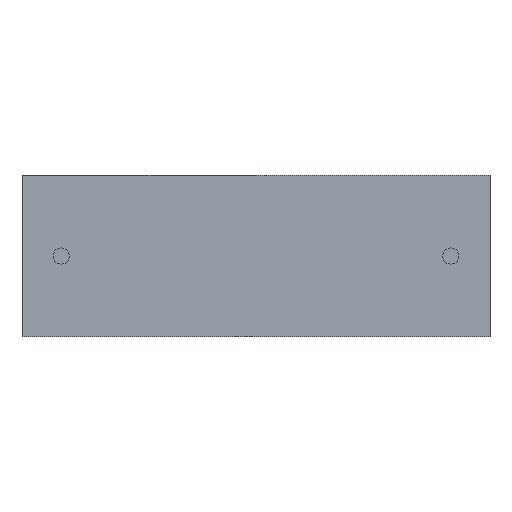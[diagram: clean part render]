
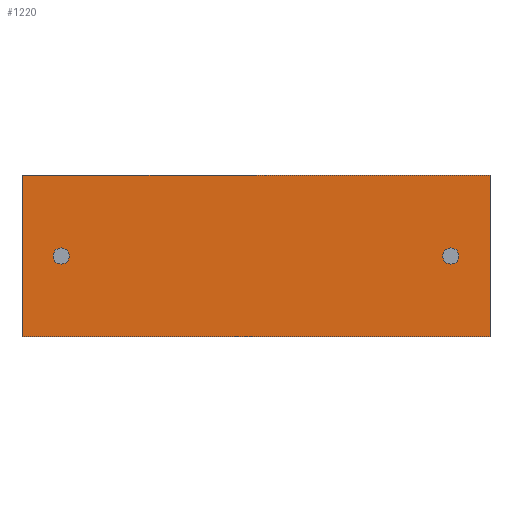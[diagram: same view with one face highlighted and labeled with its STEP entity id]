
A CAD part, front view. The second image highlights one B-rep face of the part: STEP entity #1220.
In plain terms, the highlighted planar face has unit normal (0, -1, 0).
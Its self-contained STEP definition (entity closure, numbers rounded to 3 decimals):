
#32 = DIRECTION ( 'NONE',  ( 1., 0., 0. ) ) ;
#35 = EDGE_CURVE ( 'NONE', #1135, #1340, #1876, .T. ) ;
#38 = ORIENTED_EDGE ( 'NONE', *, *, #1888, .F. ) ;
#46 = EDGE_CURVE ( 'NONE', #982, #1563, #1029, .T. ) ;
#50 = AXIS2_PLACEMENT_3D ( 'NONE', #2295, #1154, #1139 ) ;
#78 = VECTOR ( 'NONE', #32, 1000. ) ;
#80 = DIRECTION ( 'NONE',  ( 0., 0., -1. ) ) ;
#94 = CARTESIAN_POINT ( 'NONE',  ( 30.5, 0., 10.5 ) ) ;
#113 = EDGE_CURVE ( 'NONE', #1340, #1135, #204, .T. ) ;
#144 = VERTEX_POINT ( 'NONE', #1803 ) ;
#204 = CIRCLE ( 'NONE', #1609, 0.525 ) ;
#262 = CARTESIAN_POINT ( 'NONE',  ( 27.95, 0., 5.25 ) ) ;
#265 = DIRECTION ( 'NONE',  ( 0., 0., 1. ) ) ;
#356 = VECTOR ( 'NONE', #850, 1000. ) ;
#398 = ORIENTED_EDGE ( 'NONE', *, *, #35, .T. ) ;
#462 = CARTESIAN_POINT ( 'NONE',  ( 0., 0., 10.5 ) ) ;
#607 = ORIENTED_EDGE ( 'NONE', *, *, #2204, .T. ) ;
#719 = DIRECTION ( 'NONE',  ( 0., 0., -1. ) ) ;
#732 = CARTESIAN_POINT ( 'NONE',  ( 0., 0., 10.5 ) ) ;
#760 = FACE_BOUND ( 'NONE', #1705, .T. ) ;
#833 = DIRECTION ( 'NONE',  ( 0., -1., 0. ) ) ;
#850 = DIRECTION ( 'NONE',  ( 0., 0., -1. ) ) ;
#938 = VERTEX_POINT ( 'NONE', #2372 ) ;
#982 = VERTEX_POINT ( 'NONE', #1427 ) ;
#990 = FACE_BOUND ( 'NONE', #1734, .T. ) ;
#1018 = ORIENTED_EDGE ( 'NONE', *, *, #1523, .T. ) ;
#1029 = LINE ( 'NONE', #94, #356 ) ;
#1035 = CARTESIAN_POINT ( 'NONE',  ( 2.55, 0., 5.25 ) ) ;
#1037 = ORIENTED_EDGE ( 'NONE', *, *, #113, .T. ) ;
#1085 = CARTESIAN_POINT ( 'NONE',  ( 27.95, 0., 5.775 ) ) ;
#1135 = VERTEX_POINT ( 'NONE', #1085 ) ;
#1137 = CARTESIAN_POINT ( 'NONE',  ( 0., 0., 10.5 ) ) ;
#1139 = DIRECTION ( 'NONE',  ( 0., 0., -1. ) ) ;
#1145 = AXIS2_PLACEMENT_3D ( 'NONE', #1610, #833, #2169 ) ;
#1154 = DIRECTION ( 'NONE',  ( 0., 1., 0. ) ) ;
#1167 = EDGE_LOOP ( 'NONE', ( #1018, #1948, #2437, #607 ) ) ;
#1220 = ADVANCED_FACE ( 'NONE', ( #990, #1541, #760 ), #2276, .F. ) ;
#1340 = VERTEX_POINT ( 'NONE', #2417 ) ;
#1378 = VERTEX_POINT ( 'NONE', #1704 ) ;
#1399 = CARTESIAN_POINT ( 'NONE',  ( 30.5, 0., 0. ) ) ;
#1427 = CARTESIAN_POINT ( 'NONE',  ( 30.5, 0., 10.5 ) ) ;
#1523 = EDGE_CURVE ( 'NONE', #1936, #1563, #2140, .T. ) ;
#1541 = FACE_OUTER_BOUND ( 'NONE', #1167, .T. ) ;
#1563 = VERTEX_POINT ( 'NONE', #1399 ) ;
#1593 = AXIS2_PLACEMENT_3D ( 'NONE', #1035, #2401, #265 ) ;
#1609 = AXIS2_PLACEMENT_3D ( 'NONE', #262, #1796, #80 ) ;
#1610 = CARTESIAN_POINT ( 'NONE',  ( 2.55, 0., 5.25 ) ) ;
#1622 = LINE ( 'NONE', #462, #2404 ) ;
#1704 = CARTESIAN_POINT ( 'NONE',  ( 2.55, 0., 4.725 ) ) ;
#1705 = EDGE_LOOP ( 'NONE', ( #38, #1908 ) ) ;
#1734 = EDGE_LOOP ( 'NONE', ( #398, #1037 ) ) ;
#1777 = VECTOR ( 'NONE', #719, 1000. ) ;
#1796 = DIRECTION ( 'NONE',  ( 0., 1., 0. ) ) ;
#1797 = AXIS2_PLACEMENT_3D ( 'NONE', #1137, #1900, #2304 ) ;
#1803 = CARTESIAN_POINT ( 'NONE',  ( 2.55, 0., 5.775 ) ) ;
#1876 = CIRCLE ( 'NONE', #50, 0.525 ) ;
#1888 = EDGE_CURVE ( 'NONE', #144, #1378, #1946, .T. ) ;
#1900 = DIRECTION ( 'NONE',  ( 0., 1., 0. ) ) ;
#1905 = LINE ( 'NONE', #732, #1777 ) ;
#1908 = ORIENTED_EDGE ( 'NONE', *, *, #2020, .F. ) ;
#1936 = VERTEX_POINT ( 'NONE', #2177 ) ;
#1938 = CARTESIAN_POINT ( 'NONE',  ( 0., 0., 0. ) ) ;
#1946 = CIRCLE ( 'NONE', #1145, 0.525 ) ;
#1948 = ORIENTED_EDGE ( 'NONE', *, *, #46, .F. ) ;
#2020 = EDGE_CURVE ( 'NONE', #1378, #144, #2418, .T. ) ;
#2130 = EDGE_CURVE ( 'NONE', #938, #982, #1622, .T. ) ;
#2140 = LINE ( 'NONE', #1938, #78 ) ;
#2169 = DIRECTION ( 'NONE',  ( 0., 0., 1. ) ) ;
#2177 = CARTESIAN_POINT ( 'NONE',  ( 0., 0., 0. ) ) ;
#2191 = DIRECTION ( 'NONE',  ( 1., 0., 0. ) ) ;
#2204 = EDGE_CURVE ( 'NONE', #938, #1936, #1905, .T. ) ;
#2276 = PLANE ( 'NONE',  #1797 ) ;
#2295 = CARTESIAN_POINT ( 'NONE',  ( 27.95, 0., 5.25 ) ) ;
#2304 = DIRECTION ( 'NONE',  ( 0., 0., 1. ) ) ;
#2372 = CARTESIAN_POINT ( 'NONE',  ( 0., 0., 10.5 ) ) ;
#2401 = DIRECTION ( 'NONE',  ( 0., -1., 0. ) ) ;
#2404 = VECTOR ( 'NONE', #2191, 1000. ) ;
#2417 = CARTESIAN_POINT ( 'NONE',  ( 27.95, 0., 4.725 ) ) ;
#2418 = CIRCLE ( 'NONE', #1593, 0.525 ) ;
#2437 = ORIENTED_EDGE ( 'NONE', *, *, #2130, .F. ) ;
